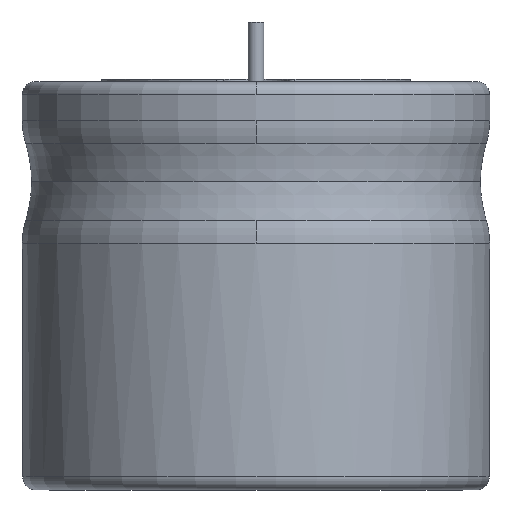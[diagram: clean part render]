
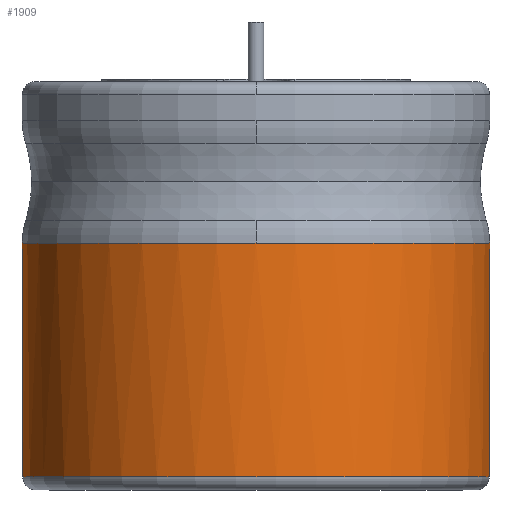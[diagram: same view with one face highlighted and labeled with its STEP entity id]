
A CAD part, front view. The second image highlights one B-rep face of the part: STEP entity #1909.
In plain terms, the highlighted cylindrical face has radius 9 mm (diameter 18 mm), a partial arc.
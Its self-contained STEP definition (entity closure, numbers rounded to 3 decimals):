
#23 = DIRECTION ( 'NONE',  ( 0., 0., 1. ) ) ;
#29 = CARTESIAN_POINT ( 'NONE',  ( 0., 0., 0.5 ) ) ;
#150 = ORIENTED_EDGE ( 'NONE', *, *, #3756, .F. ) ;
#155 = CARTESIAN_POINT ( 'NONE',  ( -3.75, 8.182, 0.5 ) ) ;
#180 = AXIS2_PLACEMENT_3D ( 'NONE', #4414, #2378, #334 ) ;
#334 = DIRECTION ( 'NONE',  ( 0., -1., 0. ) ) ;
#393 = DIRECTION ( 'NONE',  ( 0., 1., 0. ) ) ;
#493 = FACE_OUTER_BOUND ( 'NONE', #2963, .T. ) ;
#585 = DIRECTION ( 'NONE',  ( 0., 0., -1. ) ) ;
#721 = CIRCLE ( 'NONE', #180, 9. ) ;
#854 = VECTOR ( 'NONE', #874, 1000. ) ;
#874 = DIRECTION ( 'NONE',  ( 0., 0., -1. ) ) ;
#1027 = ORIENTED_EDGE ( 'NONE', *, *, #3407, .T. ) ;
#1104 = CIRCLE ( 'NONE', #2249, 9. ) ;
#1149 = VERTEX_POINT ( 'NONE', #4065 ) ;
#1159 = AXIS2_PLACEMENT_3D ( 'NONE', #1225, #3614, #1566 ) ;
#1161 = VECTOR ( 'NONE', #23, 1000. ) ;
#1225 = CARTESIAN_POINT ( 'NONE',  ( 0., 0., 9.494 ) ) ;
#1422 = CARTESIAN_POINT ( 'NONE',  ( 3.75, 8.182, 0.5 ) ) ;
#1433 = EDGE_CURVE ( 'NONE', #4322, #3806, #3491, .T. ) ;
#1438 = VERTEX_POINT ( 'NONE', #3281 ) ;
#1566 = DIRECTION ( 'NONE',  ( 0., -1., 0. ) ) ;
#1909 = ADVANCED_FACE ( 'NONE', ( #493 ), #3922, .T. ) ;
#1982 = ORIENTED_EDGE ( 'NONE', *, *, #3260, .T. ) ;
#2065 = LINE ( 'NONE', #3114, #1161 ) ;
#2249 = AXIS2_PLACEMENT_3D ( 'NONE', #29, #2440, #393 ) ;
#2299 = ORIENTED_EDGE ( 'NONE', *, *, #3106, .T. ) ;
#2370 = VERTEX_POINT ( 'NONE', #155 ) ;
#2378 = DIRECTION ( 'NONE',  ( 0., 0., -1. ) ) ;
#2440 = DIRECTION ( 'NONE',  ( 0., 0., 1. ) ) ;
#2604 = CARTESIAN_POINT ( 'NONE',  ( 0., 0., 0. ) ) ;
#2622 = DIRECTION ( 'NONE',  ( 0., 1., 0. ) ) ;
#2852 = AXIS2_PLACEMENT_3D ( 'NONE', #2604, #585, #2622 ) ;
#2934 = CARTESIAN_POINT ( 'NONE',  ( 3.75, 8.182, 0. ) ) ;
#2963 = EDGE_LOOP ( 'NONE', ( #3884, #1982, #2299, #150, #1027 ) ) ;
#3106 = EDGE_CURVE ( 'NONE', #1149, #1438, #3938, .T. ) ;
#3114 = CARTESIAN_POINT ( 'NONE',  ( -3.75, 8.182, 0. ) ) ;
#3260 = EDGE_CURVE ( 'NONE', #4322, #1149, #721, .T. ) ;
#3281 = CARTESIAN_POINT ( 'NONE',  ( -3.75, 8.182, 9.494 ) ) ;
#3407 = EDGE_CURVE ( 'NONE', #2370, #3806, #1104, .T. ) ;
#3453 = CARTESIAN_POINT ( 'NONE',  ( 3.75, 8.182, 9.494 ) ) ;
#3491 = LINE ( 'NONE', #2934, #854 ) ;
#3614 = DIRECTION ( 'NONE',  ( 0., 0., -1. ) ) ;
#3756 = EDGE_CURVE ( 'NONE', #2370, #1438, #2065, .T. ) ;
#3806 = VERTEX_POINT ( 'NONE', #1422 ) ;
#3884 = ORIENTED_EDGE ( 'NONE', *, *, #1433, .F. ) ;
#3922 = CYLINDRICAL_SURFACE ( 'NONE', #2852, 9. ) ;
#3938 = CIRCLE ( 'NONE', #1159, 9. ) ;
#4065 = CARTESIAN_POINT ( 'NONE',  ( 0., -9., 9.494 ) ) ;
#4322 = VERTEX_POINT ( 'NONE', #3453 ) ;
#4414 = CARTESIAN_POINT ( 'NONE',  ( 0., 0., 9.494 ) ) ;
